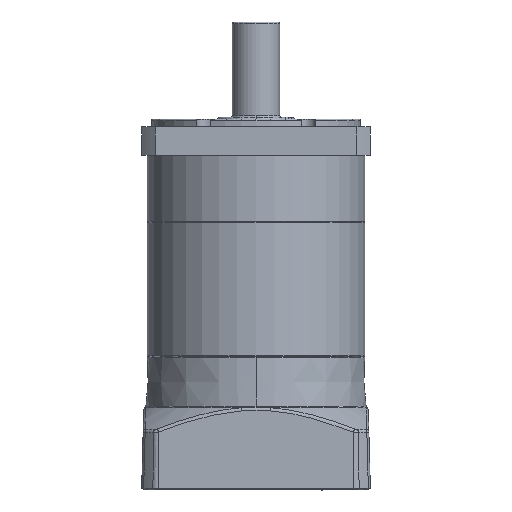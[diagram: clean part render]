
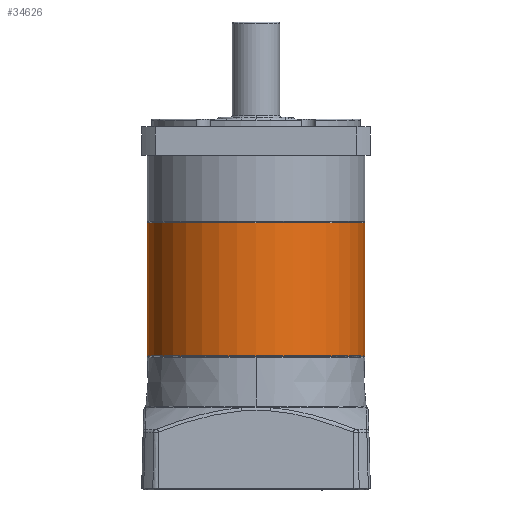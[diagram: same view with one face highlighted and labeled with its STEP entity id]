
A CAD part, front view. The second image highlights one B-rep face of the part: STEP entity #34626.
In plain terms, the highlighted cylindrical face has radius 57 mm (diameter 114 mm), a partial arc.
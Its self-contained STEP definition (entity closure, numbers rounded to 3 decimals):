
#553 = CIRCLE ( 'NONE', #1441, 57. ) ;
#593 = DIRECTION ( 'NONE',  ( -1., 0., 0. ) ) ;
#601 = DIRECTION ( 'NONE',  ( 0., 0., 1. ) ) ;
#637 = DIRECTION ( 'NONE',  ( 0., 0., -1. ) ) ;
#699 = CARTESIAN_POINT ( 'NONE',  ( 0., 0., 70.2 ) ) ;
#741 = DIRECTION ( 'NONE',  ( -1., 0., 0. ) ) ;
#833 = CARTESIAN_POINT ( 'NONE',  ( 0., 0., 0.3 ) ) ;
#1441 = AXIS2_PLACEMENT_3D ( 'NONE', #11704, #36257, #15120 ) ;
#3609 = VERTEX_POINT ( 'NONE', #14361 ) ;
#3735 = VERTEX_POINT ( 'NONE', #10019 ) ;
#4527 = CARTESIAN_POINT ( 'NONE',  ( -57., 0., 0.3 ) ) ;
#5447 = VERTEX_POINT ( 'NONE', #10761 ) ;
#5617 = VERTEX_POINT ( 'NONE', #5895 ) ;
#5895 = CARTESIAN_POINT ( 'NONE',  ( 57., 0., 70.2 ) ) ;
#7428 = VECTOR ( 'NONE', #30843, 1000. ) ;
#7567 = CIRCLE ( 'NONE', #29866, 57. ) ;
#7648 = LINE ( 'NONE', #9978, #7428 ) ;
#9978 = CARTESIAN_POINT ( 'NONE',  ( -57., 0., 70.5 ) ) ;
#10019 = CARTESIAN_POINT ( 'NONE',  ( -57., 0., 70.2 ) ) ;
#10123 = EDGE_CURVE ( 'NONE', #5617, #3609, #15390, .T. ) ;
#10761 = CARTESIAN_POINT ( 'NONE',  ( 57., 0., 0.3 ) ) ;
#11704 = CARTESIAN_POINT ( 'NONE',  ( 0., 0., 70.2 ) ) ;
#12175 = EDGE_CURVE ( 'NONE', #19773, #5447, #7567, .T. ) ;
#13100 = ORIENTED_EDGE ( 'NONE', *, *, #38338, .T. ) ;
#13642 = ORIENTED_EDGE ( 'NONE', *, *, #40459, .T. ) ;
#14361 = CARTESIAN_POINT ( 'NONE',  ( 0., -57., 70.2 ) ) ;
#15120 = DIRECTION ( 'NONE',  ( -1., 0., 0. ) ) ;
#15390 = CIRCLE ( 'NONE', #22602, 57. ) ;
#16460 = ORIENTED_EDGE ( 'NONE', *, *, #12175, .T. ) ;
#16905 = AXIS2_PLACEMENT_3D ( 'NONE', #18060, #21497, #39255 ) ;
#18060 = CARTESIAN_POINT ( 'NONE',  ( 0., 0., 70.5 ) ) ;
#19116 = CYLINDRICAL_SURFACE ( 'NONE', #16905, 57. ) ;
#19333 = FACE_OUTER_BOUND ( 'NONE', #43165, .T. ) ;
#19773 = VERTEX_POINT ( 'NONE', #4527 ) ;
#21497 = DIRECTION ( 'NONE',  ( 0., 0., -1. ) ) ;
#22602 = AXIS2_PLACEMENT_3D ( 'NONE', #699, #637, #593 ) ;
#24185 = DIRECTION ( 'NONE',  ( 0., 0., -1. ) ) ;
#24243 = CARTESIAN_POINT ( 'NONE',  ( 57., 0., 70.5 ) ) ;
#29866 = AXIS2_PLACEMENT_3D ( 'NONE', #833, #601, #741 ) ;
#30268 = EDGE_CURVE ( 'NONE', #5617, #5447, #32836, .T. ) ;
#30843 = DIRECTION ( 'NONE',  ( 0., 0., -1. ) ) ;
#32836 = LINE ( 'NONE', #24243, #32887 ) ;
#32887 = VECTOR ( 'NONE', #24185, 1000. ) ;
#34626 = ADVANCED_FACE ( 'NONE', ( #19333 ), #19116, .T. ) ;
#36257 = DIRECTION ( 'NONE',  ( 0., 0., -1. ) ) ;
#37043 = ORIENTED_EDGE ( 'NONE', *, *, #30268, .F. ) ;
#38338 = EDGE_CURVE ( 'NONE', #3735, #19773, #7648, .T. ) ;
#39255 = DIRECTION ( 'NONE',  ( -1., 0., 0. ) ) ;
#40459 = EDGE_CURVE ( 'NONE', #3609, #3735, #553, .T. ) ;
#43165 = EDGE_LOOP ( 'NONE', ( #37043, #44782, #13642, #13100, #16460 ) ) ;
#44782 = ORIENTED_EDGE ( 'NONE', *, *, #10123, .T. ) ;
